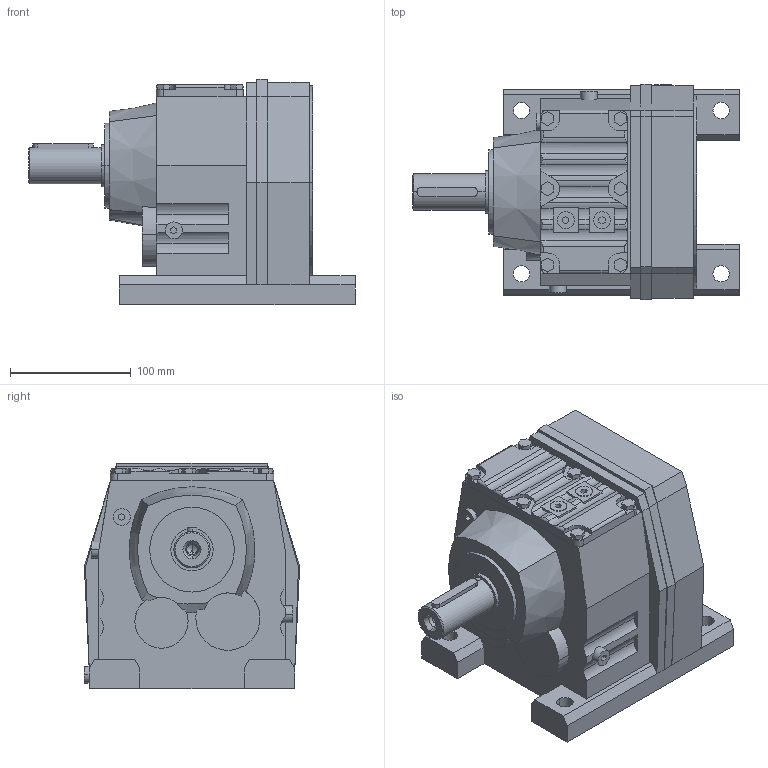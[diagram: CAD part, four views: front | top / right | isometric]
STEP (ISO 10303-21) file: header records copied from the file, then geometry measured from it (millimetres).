
FILE_DESCRIPTION(('STEP AP214'),'1');
FILE_NAME('cctmp_25664EEB-A9CC-41F9-9EB0-45CF7B5275B5_2021_10_25_09_48_35_0064..stp','2021-10-25T07:48:35',('SEW-EURODRIVE GmbH & Co KG'),('CADClick - www.CADClick.com'),'Spatial InterOp 3D postprocessed',' ','unknown authorization');
FILE_SCHEMA(('AUTOMOTIVE_DESIGN'));
Length unit declared in the file: millimetre
Products named in the file (1): 2021_10_25_09_48_35_0064
Bounding box: 270 x 178 x 186.5 mm (x, y, z)
Volume: 4057184.8 mm3; surface area: 198459.6 mm2
Topology: 1 solids, 5 shells, 370 faces, 944 edges, 609 vertices
Faces by surface type: plane 248, cylinder 106, cone 14, torus 2
Entity records: 13009 total; most frequent: CARTESIAN_POINT 2830, ORIENTED_EDGE 1884, DIRECTION 1844, EDGE_CURVE 942, LINE 670, VECTOR 670, VERTEX_POINT 609, AXIS2_PLACEMENT_3D 587
